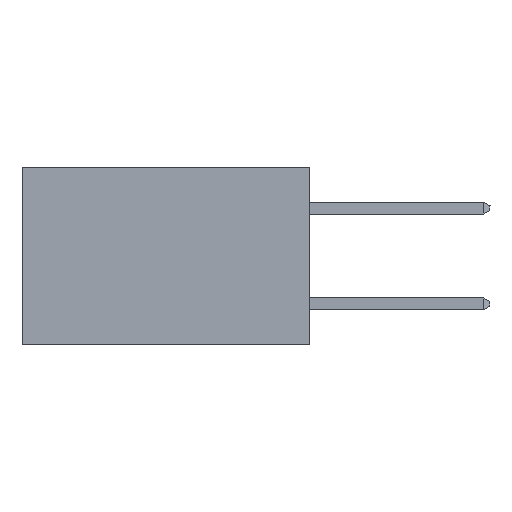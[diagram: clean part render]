
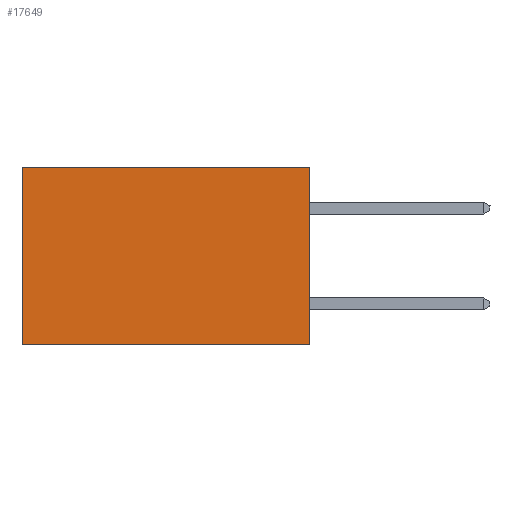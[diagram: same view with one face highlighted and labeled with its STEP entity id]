
A CAD part, left-side view. The second image highlights one B-rep face of the part: STEP entity #17649.
In plain terms, the highlighted planar face has unit normal (-1, 0, 0).
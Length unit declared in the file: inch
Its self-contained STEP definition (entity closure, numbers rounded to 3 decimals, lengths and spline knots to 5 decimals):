
#519 = CARTESIAN_POINT ( 'NONE',  ( 0.2875, 0., 0. ) ) ;
#753 = ORIENTED_EDGE ( 'NONE', *, *, #5778, .T. ) ;
#1012 = VERTEX_POINT ( 'NONE', #519 ) ;
#1252 = LINE ( 'NONE', #29325, #25717 ) ;
#2163 = CARTESIAN_POINT ( 'NONE',  ( 0.2875, 0.6, -0.37 ) ) ;
#2938 = FACE_OUTER_BOUND ( 'NONE', #18495, .T. ) ;
#2944 = CARTESIAN_POINT ( 'NONE',  ( 0.2875, 0., -0.37 ) ) ;
#3501 = LINE ( 'NONE', #35458, #11736 ) ;
#4032 = CARTESIAN_POINT ( 'NONE',  ( 0.2875, 0., 0. ) ) ;
#5778 = EDGE_CURVE ( 'NONE', #32964, #31427, #3501, .T. ) ;
#6487 = DIRECTION ( 'NONE',  ( 0., 1., 0. ) ) ;
#6607 = DIRECTION ( 'NONE',  ( 0., 1., 0. ) ) ;
#7303 = AXIS2_PLACEMENT_3D ( 'NONE', #4032, #41867, #21533 ) ;
#8678 = ORIENTED_EDGE ( 'NONE', *, *, #23891, .F. ) ;
#8967 = VECTOR ( 'NONE', #6607, 39.37008 ) ;
#11736 = VECTOR ( 'NONE', #25401, 39.37008 ) ;
#12130 = DIRECTION ( 'NONE',  ( 0., 0., -1. ) ) ;
#13433 = EDGE_CURVE ( 'NONE', #33417, #31427, #42486, .T. ) ;
#15044 = ORIENTED_EDGE ( 'NONE', *, *, #13433, .F. ) ;
#15310 = VECTOR ( 'NONE', #6487, 39.37008 ) ;
#17649 = ADVANCED_FACE ( 'NONE', ( #2938 ), #18069, .F. ) ;
#18069 = PLANE ( 'NONE',  #7303 ) ;
#18495 = EDGE_LOOP ( 'NONE', ( #753, #15044, #8678, #30933 ) ) ;
#19329 = LINE ( 'NONE', #34183, #8967 ) ;
#21533 = DIRECTION ( 'NONE',  ( 0., 0., -1. ) ) ;
#23891 = EDGE_CURVE ( 'NONE', #1012, #33417, #1252, .T. ) ;
#24259 = CARTESIAN_POINT ( 'NONE',  ( 0.2875, 0.6, 0. ) ) ;
#25401 = DIRECTION ( 'NONE',  ( 0., 0., -1. ) ) ;
#25717 = VECTOR ( 'NONE', #12130, 39.37008 ) ;
#29016 = EDGE_CURVE ( 'NONE', #1012, #32964, #19329, .T. ) ;
#29325 = CARTESIAN_POINT ( 'NONE',  ( 0.2875, 0., 0. ) ) ;
#29743 = CARTESIAN_POINT ( 'NONE',  ( 0.2875, 0., -0.37 ) ) ;
#30933 = ORIENTED_EDGE ( 'NONE', *, *, #29016, .T. ) ;
#31427 = VERTEX_POINT ( 'NONE', #2163 ) ;
#32964 = VERTEX_POINT ( 'NONE', #24259 ) ;
#33417 = VERTEX_POINT ( 'NONE', #29743 ) ;
#34183 = CARTESIAN_POINT ( 'NONE',  ( 0.2875, 0., 0. ) ) ;
#35458 = CARTESIAN_POINT ( 'NONE',  ( 0.2875, 0.6, 0. ) ) ;
#41867 = DIRECTION ( 'NONE',  ( 1., 0., 0. ) ) ;
#42486 = LINE ( 'NONE', #2944, #15310 ) ;
